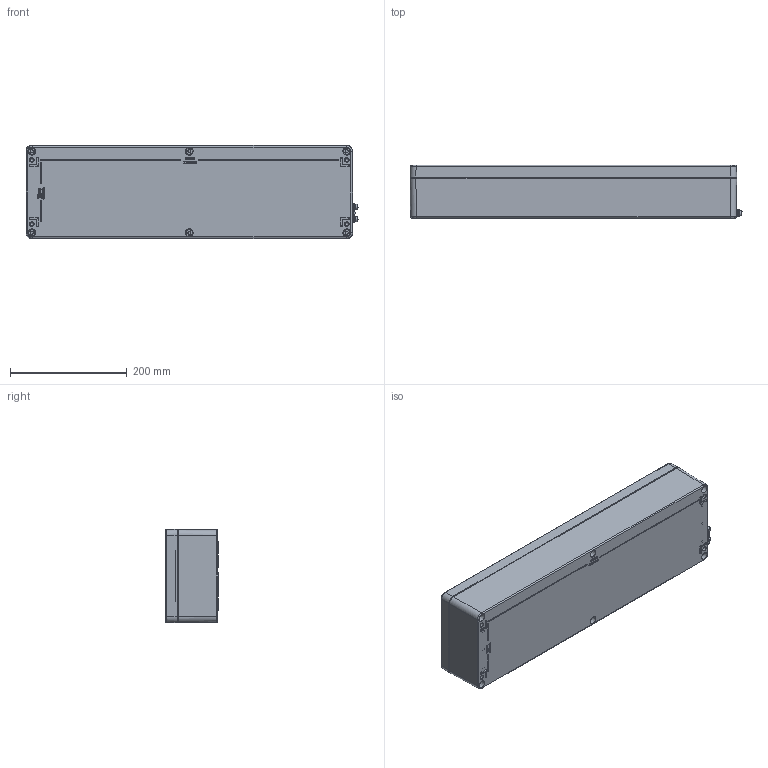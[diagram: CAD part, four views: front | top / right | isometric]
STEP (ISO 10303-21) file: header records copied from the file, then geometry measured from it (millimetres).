
FILE_DESCRIPTION(/* description */ (''),/* implementation_level */ '2;1');
FILE_NAME(/* name */ '15561609000-RST.stp',/* time_stamp */ '2021-09-08T11:30:44+02:00',/* author */ ('sl'),/* organization */ (''),/* preprocessor_version */ 'ST-DEVELOPER v16.5',/* originating_system */ 'Autodesk Inventor 2017',/* authorisation */ '');
FILE_SCHEMA (('AUTOMOTIVE_DESIGN { 1 0 10303 214 3 1 1 }'));
Products named in the file (13): Alu-Ex-Gehäuse-22-BG-0001-15_561609_000; SchraubeM6x25-10; Deckel-Alu-Ex-Gehäuse-22-BG-0002-15_561609_000; Deckel-Alu-Ex-Gehäuse-22-BT-0001-15_561609_000; Dichtlippel-Alu-Ex-Gehäuse-22-BT-0003-15_561609_0
00; UT-Alu-Ex-Gehäuse-22-BG-0003-15_561609_000; Dop-Erdungsschraube1; Dop-Erdungsschraube-Teil1; Dop-Erdungsschraube-Teil6; Dop-Erdungsschraube-Teil5; Dop-Erdungsschraube-Teil7; Erdung92081; UT-Alu-Ex-Gehäuse-22-BT-0002-15_561609_000
Assembly tree (23 placements, depth 4):
  Alu-Ex-Gehäuse-22-BG-0001-15_561609_000
    SchraubeM6x25-10  x6
    Deckel-Alu-Ex-Gehäuse-22-BG-0002-15_561609_000
      Deckel-Alu-Ex-Gehäuse-22-BT-0001-15_561609_000
      Dichtlippel-Alu-Ex-Gehäuse-22-BT-0003-15_561609_0
00
      Erdung92081
    UT-Alu-Ex-Gehäuse-22-BG-0003-15_561609_000
      Dop-Erdungsschraube1
        Dop-Erdungsschraube-Teil1
        Dop-Erdungsschraube-Teil5  x2
        Dop-Erdungsschraube-Teil6
        Dop-Erdungsschraube-Teil7  x2
      Erdung92081  x4
      UT-Alu-Ex-Gehäuse-22-BT-0002-15_561609_000
Bounding box: 569.17 x 90.99 x 160 mm (x, y, z)
Volume: 1448960.7 mm3; surface area: 654460.2 mm2
Topology: 20 solids, 21 shells, 3362 faces, 7951 edges, 4354 vertices
Faces by surface type: bspline 1224, cylinder 959, plane 762, sphere 196, cone 117, torus 104
Full cylindrical faces by diameter (mm): 1.8 x1, 1.9 x1, 4.7 x5, 5 x20, 5.3 x6, 6 x6, 6.5 x8, 6.893 x1, 7.893 x6, 8 x5, 8.5 x2
Entity records: 149881 total; most frequent: CARTESIAN_POINT 88309, ORIENTED_EDGE 13406, DIRECTION 11535, EDGE_CURVE 6703, AXIS2_PLACEMENT_3D 4497, VERTEX_POINT 3879, EDGE_LOOP 3398, FACE_OUTER_BOUND 3098
